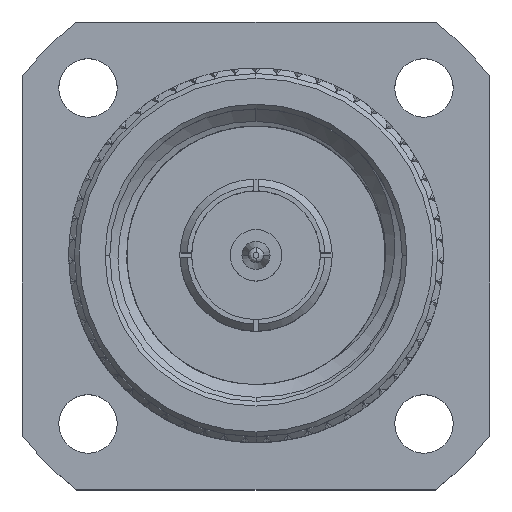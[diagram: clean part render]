
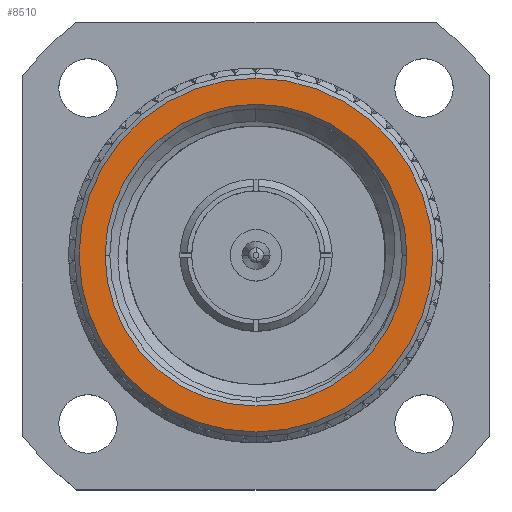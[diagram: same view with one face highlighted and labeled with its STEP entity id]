
A CAD part, top view. The second image highlights one B-rep face of the part: STEP entity #8510.
In plain terms, the highlighted planar face has unit normal (0, 0, 1).
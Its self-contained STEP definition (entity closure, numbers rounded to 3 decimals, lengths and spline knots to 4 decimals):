
#891 = CARTESIAN_POINT ( 'NONE',  ( 0., 0., 1.1394 ) ) ;
#1804 = CARTESIAN_POINT ( 'NONE',  ( 0.3225, 0., 1.1394 ) ) ;
#4473 = VERTEX_POINT ( 'NONE', #31383 ) ;
#7836 = DIRECTION ( 'NONE',  ( 0., 0., 1. ) ) ;
#8510 = ADVANCED_FACE ( 'NONE', ( #78522, #25698 ), #85789, .T. ) ;
#13480 = EDGE_CURVE ( 'NONE', #22575, #4473, #35338, .T. ) ;
#17761 = ORIENTED_EDGE ( 'NONE', *, *, #46558, .T. ) ;
#19682 = AXIS2_PLACEMENT_3D ( 'NONE', #53917, #75683, #32978 ) ;
#19781 = AXIS2_PLACEMENT_3D ( 'NONE', #891, #58319, #58610 ) ;
#22575 = VERTEX_POINT ( 'NONE', #77162 ) ;
#23075 = ORIENTED_EDGE ( 'NONE', *, *, #32307, .T. ) ;
#24908 = AXIS2_PLACEMENT_3D ( 'NONE', #42747, #7836, #58001 ) ;
#25470 = EDGE_CURVE ( 'NONE', #4473, #22575, #69825, .T. ) ;
#25698 = FACE_BOUND ( 'NONE', #82246, .T. ) ;
#26546 = CIRCLE ( 'NONE', #73233, 0.3225 ) ;
#31383 = CARTESIAN_POINT ( 'NONE',  ( 0., -0.3781, 1.1394 ) ) ;
#32307 = EDGE_CURVE ( 'NONE', #51972, #64177, #26546, .T. ) ;
#32978 = DIRECTION ( 'NONE',  ( 1., 0., 0. ) ) ;
#35230 = DIRECTION ( 'NONE',  ( 0., 1., 0. ) ) ;
#35338 = CIRCLE ( 'NONE', #19781, 0.3781 ) ;
#38369 = DIRECTION ( 'NONE',  ( 0., 0., -1. ) ) ;
#39881 = ORIENTED_EDGE ( 'NONE', *, *, #25470, .T. ) ;
#42747 = CARTESIAN_POINT ( 'NONE',  ( 0., 0.3881, 1.1394 ) ) ;
#43315 = CIRCLE ( 'NONE', #19682, 0.3225 ) ;
#45568 = DIRECTION ( 'NONE',  ( 1., 0., 0. ) ) ;
#46558 = EDGE_CURVE ( 'NONE', #64177, #51972, #43315, .T. ) ;
#51972 = VERTEX_POINT ( 'NONE', #1804 ) ;
#53917 = CARTESIAN_POINT ( 'NONE',  ( 0., 0., 1.1394 ) ) ;
#58001 = DIRECTION ( 'NONE',  ( 0., -1., 0. ) ) ;
#58319 = DIRECTION ( 'NONE',  ( 0., 0., 1. ) ) ;
#58610 = DIRECTION ( 'NONE',  ( 0., 1., 0. ) ) ;
#64177 = VERTEX_POINT ( 'NONE', #69206 ) ;
#65274 = DIRECTION ( 'NONE',  ( 0., 0., 1. ) ) ;
#66570 = CARTESIAN_POINT ( 'NONE',  ( 0., 0., 1.1394 ) ) ;
#69206 = CARTESIAN_POINT ( 'NONE',  ( -0.3225, 0., 1.1394 ) ) ;
#69825 = CIRCLE ( 'NONE', #82542, 0.3781 ) ;
#70981 = CARTESIAN_POINT ( 'NONE',  ( 0., 0., 1.1394 ) ) ;
#73233 = AXIS2_PLACEMENT_3D ( 'NONE', #66570, #38369, #45568 ) ;
#73384 = ORIENTED_EDGE ( 'NONE', *, *, #13480, .T. ) ;
#75683 = DIRECTION ( 'NONE',  ( 0., 0., -1. ) ) ;
#77162 = CARTESIAN_POINT ( 'NONE',  ( 0., 0.3781, 1.1394 ) ) ;
#78522 = FACE_OUTER_BOUND ( 'NONE', #82784, .T. ) ;
#82246 = EDGE_LOOP ( 'NONE', ( #23075, #17761 ) ) ;
#82542 = AXIS2_PLACEMENT_3D ( 'NONE', #70981, #65274, #35230 ) ;
#82784 = EDGE_LOOP ( 'NONE', ( #73384, #39881 ) ) ;
#85789 = PLANE ( 'NONE',  #24908 ) ;
